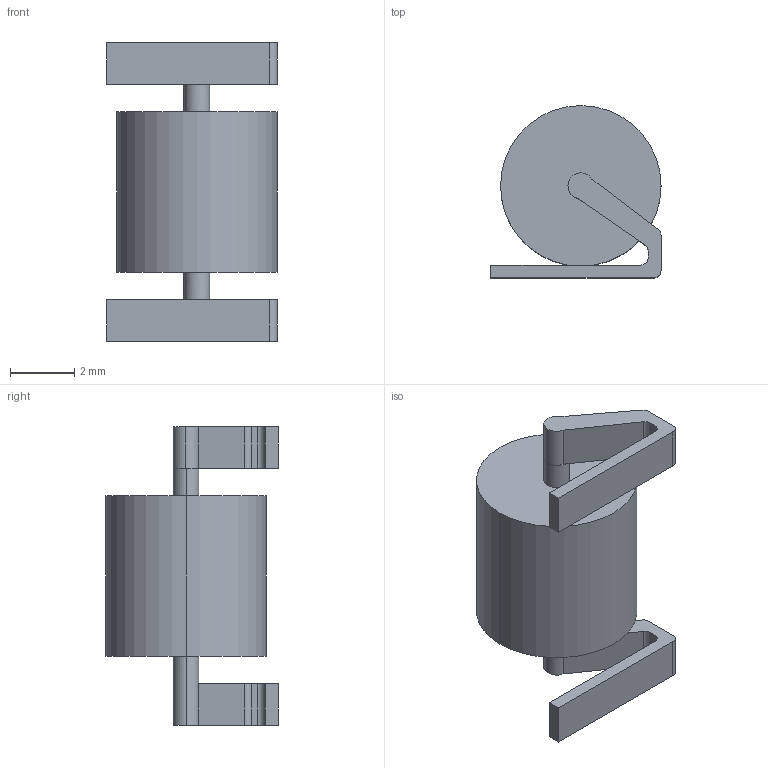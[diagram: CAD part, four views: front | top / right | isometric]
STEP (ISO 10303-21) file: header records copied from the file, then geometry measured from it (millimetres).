
FILE_DESCRIPTION (( 'STEP AP214' ), '1' );
FILE_NAME ('B88069X4760T902.STEP', '2022-11-30T08:10:46', ( '' ), ( '' ), 'SwSTEP 2.0', 'SolidWorks 2022', '' );
FILE_SCHEMA (( 'AUTOMOTIVE_DESIGN' ));
Length unit declared in the file: millimetre
Products named in the file (1): B88069X4760T902
Bounding box: 5.3 x 5.37 x 9.3 mm (x, y, z)
Volume: 111.1 mm3; surface area: 189.8 mm2
Topology: 2 solids, 2 shells, 38 faces, 97 edges, 64 vertices
Faces by surface type: plane 22, cylinder 16
Entity records: 1612 total; most frequent: DIRECTION 212, CARTESIAN_POINT 200, ORIENTED_EDGE 194, EDGE_CURVE 97, AXIS2_PLACEMENT_3D 76, VERTEX_POINT 64, VECTOR 60, LINE 60
